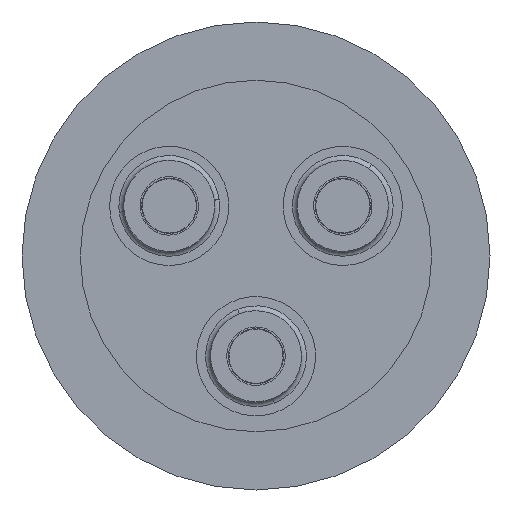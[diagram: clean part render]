
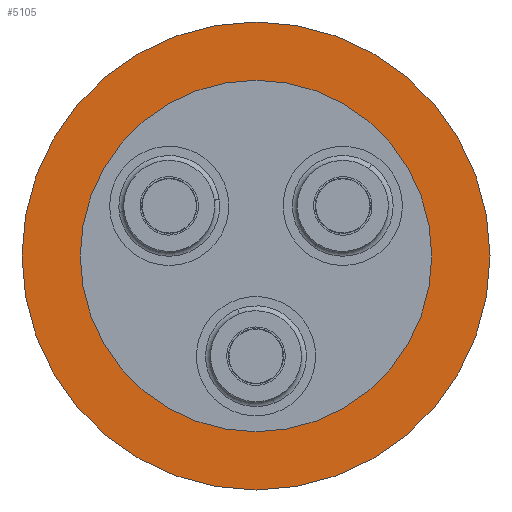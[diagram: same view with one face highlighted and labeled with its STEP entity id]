
A CAD part, front view. The second image highlights one B-rep face of the part: STEP entity #5105.
In plain terms, the highlighted planar face has unit normal (0, -1, 0).
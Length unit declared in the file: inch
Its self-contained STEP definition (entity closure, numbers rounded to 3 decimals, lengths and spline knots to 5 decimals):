
#838 = CARTESIAN_POINT ( 'NONE',  ( -0.69871, -0.98147, 0.40816 ) ) ;
#841 = PLANE ( 'NONE',  #5377 ) ;
#843 = DIRECTION ( 'NONE',  ( 0., 1., 0. ) ) ;
#844 = DIRECTION ( 'NONE',  ( -0.866, 0., 0.5 ) ) ;
#1081 = CARTESIAN_POINT ( 'NONE',  ( 0.70598, -0.98147, -0.40284 ) ) ;
#1086 = CARTESIAN_POINT ( 'NONE',  ( -0.69871, -0.98147, 0.40816 ) ) ;
#1088 = CARTESIAN_POINT ( 'NONE',  ( -0.93167, -0.98147, 0.54266 ) ) ;
#1091 = CARTESIAN_POINT ( 'NONE',  ( 0.93894, -0.98147, -0.53734 ) ) ;
#1302 = DIRECTION ( 'NONE',  ( 0., -1., 0. ) ) ;
#1303 = CARTESIAN_POINT ( 'NONE',  ( 0.00363, -0.98147, 0.00266 ) ) ;
#1314 = DIRECTION ( 'NONE',  ( 0.866, 0., -0.5 ) ) ;
#1321 = DIRECTION ( 'NONE',  ( 0.866, 0., -0.5 ) ) ;
#1322 = DIRECTION ( 'NONE',  ( 0., -1., 0. ) ) ;
#1323 = CARTESIAN_POINT ( 'NONE',  ( 0.00363, -0.98147, 0.00266 ) ) ;
#1453 = DIRECTION ( 'NONE',  ( 0.866, 0., -0.5 ) ) ;
#1454 = DIRECTION ( 'NONE',  ( 0., -1., 0. ) ) ;
#1455 = CARTESIAN_POINT ( 'NONE',  ( 0.00363, -0.98147, 0.00266 ) ) ;
#1456 = DIRECTION ( 'NONE',  ( 0.866, 0., -0.5 ) ) ;
#1457 = DIRECTION ( 'NONE',  ( 0., -1., 0. ) ) ;
#1458 = CARTESIAN_POINT ( 'NONE',  ( 0.00363, -0.98147, 0.00266 ) ) ;
#1701 = CIRCLE ( 'NONE', #4220, 1.08 ) ;
#1702 = CIRCLE ( 'NONE', #4219, 0.811 ) ;
#1712 = CIRCLE ( 'NONE', #4213, 0.811 ) ;
#1717 = CIRCLE ( 'NONE', #4211, 1.08 ) ;
#2027 = EDGE_CURVE ( 'NONE', #2660, #2659, #1717, .T. ) ;
#2031 = EDGE_CURVE ( 'NONE', #2662, #2663, #1712, .T. ) ;
#2038 = EDGE_CURVE ( 'NONE', #2663, #2662, #1702, .T. ) ;
#2039 = EDGE_CURVE ( 'NONE', #2659, #2660, #1701, .T. ) ;
#2319 = ORIENTED_EDGE ( 'NONE', *, *, #2039, .T. ) ;
#2320 = ORIENTED_EDGE ( 'NONE', *, *, #2027, .T. ) ;
#2321 = ORIENTED_EDGE ( 'NONE', *, *, #2031, .F. ) ;
#2322 = ORIENTED_EDGE ( 'NONE', *, *, #2038, .F. ) ;
#2659 = VERTEX_POINT ( 'NONE', #1088 ) ;
#2660 = VERTEX_POINT ( 'NONE', #1091 ) ;
#2662 = VERTEX_POINT ( 'NONE', #1086 ) ;
#2663 = VERTEX_POINT ( 'NONE', #1081 ) ;
#3702 = EDGE_LOOP ( 'NONE', ( #2322, #2321 ) ) ;
#3704 = EDGE_LOOP ( 'NONE', ( #2320, #2319 ) ) ;
#4211 = AXIS2_PLACEMENT_3D ( 'NONE', #1323, #1322, #1321 ) ;
#4213 = AXIS2_PLACEMENT_3D ( 'NONE', #1303, #1302, #1314 ) ;
#4219 = AXIS2_PLACEMENT_3D ( 'NONE', #1458, #1457, #1456 ) ;
#4220 = AXIS2_PLACEMENT_3D ( 'NONE', #1455, #1454, #1453 ) ;
#5105 = ADVANCED_FACE ( 'NONE', ( #5544, #5536 ), #841, .F. ) ;
#5377 = AXIS2_PLACEMENT_3D ( 'NONE', #838, #843, #844 ) ;
#5536 = FACE_OUTER_BOUND ( 'NONE', #3704, .T. ) ;
#5544 = FACE_BOUND ( 'NONE', #3702, .T. ) ;
